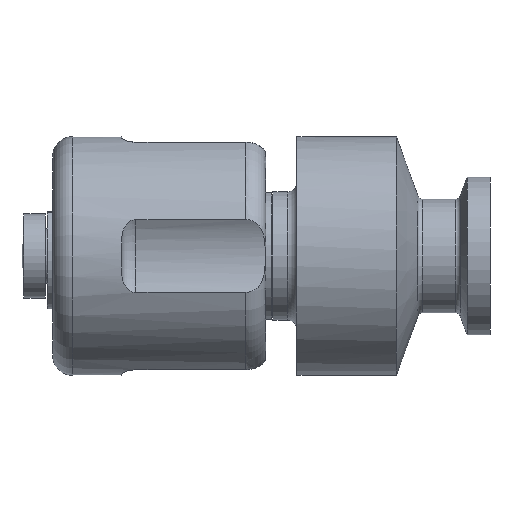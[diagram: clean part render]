
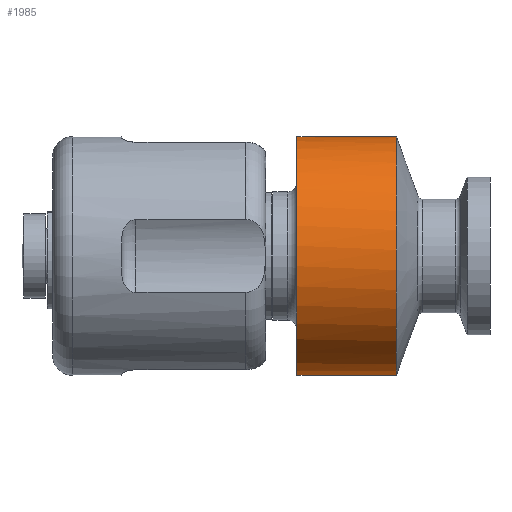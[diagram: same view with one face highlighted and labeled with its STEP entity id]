
A CAD part, front view. The second image highlights one B-rep face of the part: STEP entity #1985.
In plain terms, the highlighted cylindrical face has radius 18.936 mm (diameter 37.871 mm), a partial arc.
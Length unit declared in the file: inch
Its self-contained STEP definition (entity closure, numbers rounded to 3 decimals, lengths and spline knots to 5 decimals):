
#314=FACE_OUTER_BOUND('',#426,.T.);
#426=EDGE_LOOP('',(#1743,#1744,#1745,#1746,#1747));
#508=LINE('',#3567,#587);
#509=LINE('',#3569,#588);
#587=VECTOR('',#2718,0.3937);
#588=VECTOR('',#2719,0.3937);
#717=CIRCLE('',#2194,0.7455);
#718=CIRCLE('',#2195,0.7455);
#758=CIRCLE('',#2254,0.7455);
#911=VERTEX_POINT('',#3538);
#912=VERTEX_POINT('',#3539);
#913=VERTEX_POINT('',#3543);
#921=VERTEX_POINT('',#3566);
#922=VERTEX_POINT('',#3568);
#1168=EDGE_CURVE('',#913,#912,#717,.T.);
#1170=EDGE_CURVE('',#911,#913,#718,.T.);
#1180=EDGE_CURVE('',#912,#921,#508,.T.);
#1181=EDGE_CURVE('',#922,#911,#509,.T.);
#1240=EDGE_CURVE('',#922,#921,#758,.T.);
#1743=ORIENTED_EDGE('',*,*,#1180,.T.);
#1744=ORIENTED_EDGE('',*,*,#1240,.F.);
#1745=ORIENTED_EDGE('',*,*,#1181,.T.);
#1746=ORIENTED_EDGE('',*,*,#1170,.T.);
#1747=ORIENTED_EDGE('',*,*,#1168,.T.);
#1894=CYLINDRICAL_SURFACE('',#2255,0.7455);
#1985=ADVANCED_FACE('',(#314),#1894,.T.);
#2194=AXIS2_PLACEMENT_3D('',#3544,#2690,#2691);
#2195=AXIS2_PLACEMENT_3D('',#3546,#2693,#2694);
#2254=AXIS2_PLACEMENT_3D('',#3876,#2826,#2827);
#2255=AXIS2_PLACEMENT_3D('',#3877,#2828,#2829);
#2690=DIRECTION('center_axis',(-1.,0.,0.));
#2691=DIRECTION('ref_axis',(0.,-1.,0.));
#2693=DIRECTION('center_axis',(-1.,0.,0.));
#2694=DIRECTION('ref_axis',(0.,-1.,0.));
#2718=DIRECTION('',(-1.,0.,0.));
#2719=DIRECTION('',(1.,0.,0.));
#2826=DIRECTION('center_axis',(-1.,0.,0.));
#2827=DIRECTION('ref_axis',(0.,-1.,0.));
#2828=DIRECTION('center_axis',(-1.,0.,0.));
#2829=DIRECTION('ref_axis',(0.,-1.,0.));
#3538=CARTESIAN_POINT('',(1.1435,0.40599,-0.62526));
#3539=CARTESIAN_POINT('',(1.1435,0.40599,0.62526));
#3543=CARTESIAN_POINT('',(1.1435,0.,0.7455));
#3544=CARTESIAN_POINT('Origin',(1.1435,0.,0.));
#3546=CARTESIAN_POINT('Origin',(1.1435,0.,0.));
#3566=CARTESIAN_POINT('',(0.5235,0.40599,0.62526));
#3567=CARTESIAN_POINT('',(0.8335,0.40599,0.62526));
#3568=CARTESIAN_POINT('',(0.5235,0.40599,-0.62526));
#3569=CARTESIAN_POINT('',(0.8335,0.40599,-0.62526));
#3876=CARTESIAN_POINT('Origin',(0.5235,0.,0.));
#3877=CARTESIAN_POINT('Origin',(0.8335,0.,0.));
